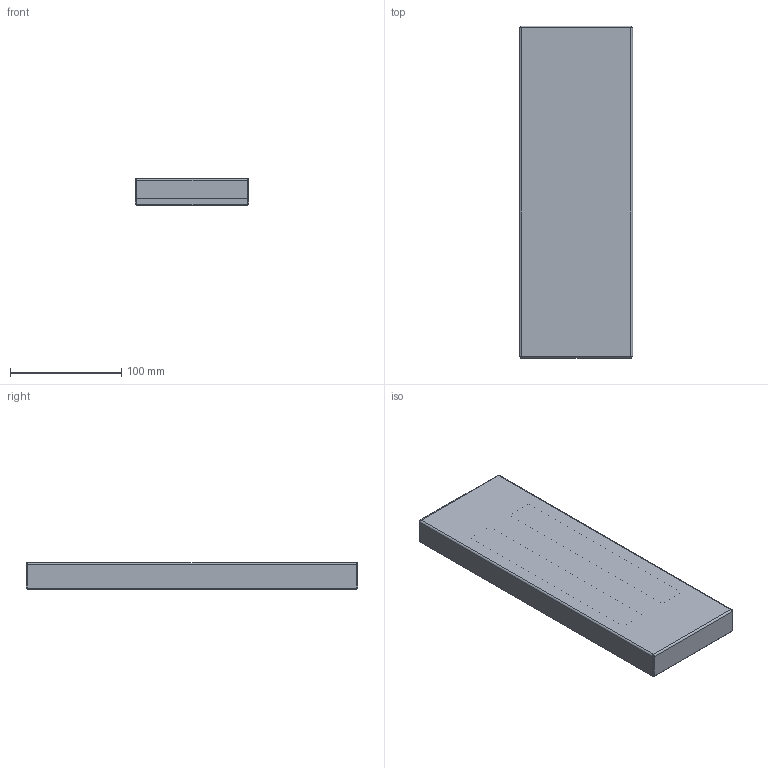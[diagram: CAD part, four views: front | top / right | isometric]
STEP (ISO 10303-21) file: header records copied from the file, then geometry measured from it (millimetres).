
FILE_DESCRIPTION(/* description */ (''),/* implementation_level */ '2;1');
FILE_NAME(/* name */ 'TBAA030003 - Customer.stp',/* time_stamp */ '2014-05-16T13:31:49+02:00',/* author */ ('bs'),/* organization */ (''),/* preprocessor_version */ 'ST-DEVELOPER v15.2',/* originating_system */ 'Autodesk Inventor 2014',/* authorisation */ '');
FILE_SCHEMA (('AUTOMOTIVE_DESIGN { 1 0 10303 214 3 1 1 }'));
Length unit declared in the file: millimetre
Products named in the file (1): TBAA030003 - Customer
Bounding box: 102 x 299 x 24.3 mm (x, y, z)
Volume: 385632.6 mm3; surface area: 156261.9 mm2
Topology: 1 solids, 1 shells, 58 faces, 132 edges, 78 vertices
Faces by surface type: plane 40, cylinder 10, bspline 8
Full cylindrical faces by diameter (mm): 12 x2
Entity records: 1829 total; most frequent: CARTESIAN_POINT 511, ORIENTED_EDGE 256, DIRECTION 218, EDGE_CURVE 128, LINE 108, VECTOR 108, VERTEX_POINT 76, EDGE_LOOP 68
